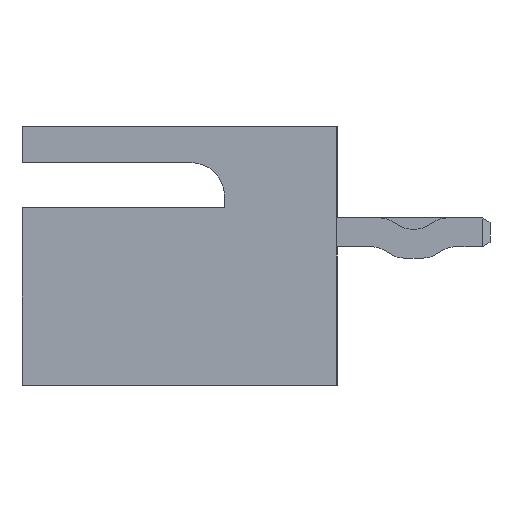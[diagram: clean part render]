
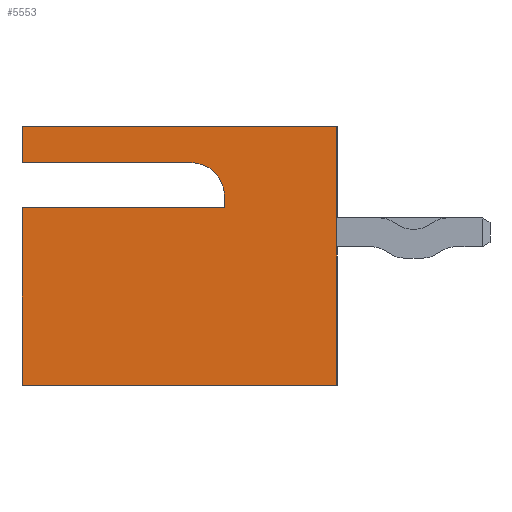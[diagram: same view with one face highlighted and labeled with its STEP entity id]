
A CAD part, left-side view. The second image highlights one B-rep face of the part: STEP entity #5553.
In plain terms, the highlighted planar face has unit normal (-1, 0, 0).
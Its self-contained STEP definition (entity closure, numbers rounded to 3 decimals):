
#11 = VECTOR ( 'NONE', #2143, 1000. ) ;
#119 = EDGE_CURVE ( 'NONE', #3961, #2926, #5691, .T. ) ;
#156 = ORIENTED_EDGE ( 'NONE', *, *, #2055, .T. ) ;
#213 = AXIS2_PLACEMENT_3D ( 'NONE', #1314, #5973, #4109 ) ;
#301 = EDGE_CURVE ( 'NONE', #1485, #6946, #6961, .T. ) ;
#367 = VECTOR ( 'NONE', #909, 1000. ) ;
#417 = VERTEX_POINT ( 'NONE', #5199 ) ;
#717 = DIRECTION ( 'NONE',  ( 0., -1., 0. ) ) ;
#831 = EDGE_CURVE ( 'NONE', #2926, #1088, #7053, .T. ) ;
#909 = DIRECTION ( 'NONE',  ( 0., 0., -1. ) ) ;
#1088 = VERTEX_POINT ( 'NONE', #7392 ) ;
#1314 = CARTESIAN_POINT ( 'NONE',  ( -7.45, 7., 2.35 ) ) ;
#1409 = EDGE_LOOP ( 'NONE', ( #4214, #6188, #6843, #1951, #3369, #4448, #4812, #156, #6395 ) ) ;
#1434 = CARTESIAN_POINT ( 'NONE',  ( -7.45, 7., 2.35 ) ) ;
#1485 = VERTEX_POINT ( 'NONE', #2755 ) ;
#1502 = VECTOR ( 'NONE', #7568, 1000. ) ;
#1517 = CARTESIAN_POINT ( 'NONE',  ( -7.45, 2.5, 0.55 ) ) ;
#1628 = CARTESIAN_POINT ( 'NONE',  ( -7.45, 2.5, 0.55 ) ) ;
#1638 = CARTESIAN_POINT ( 'NONE',  ( -7.45, 2.5, 0.8 ) ) ;
#1732 = CARTESIAN_POINT ( 'NONE',  ( -7.45, 7., 2.35 ) ) ;
#1845 = LINE ( 'NONE', #7120, #3659 ) ;
#1951 = ORIENTED_EDGE ( 'NONE', *, *, #2303, .T. ) ;
#2055 = EDGE_CURVE ( 'NONE', #417, #2579, #5484, .T. ) ;
#2143 = DIRECTION ( 'NONE',  ( 0., 0., 1. ) ) ;
#2172 = VERTEX_POINT ( 'NONE', #6968 ) ;
#2303 = EDGE_CURVE ( 'NONE', #2172, #1485, #1845, .T. ) ;
#2305 = DIRECTION ( 'NONE',  ( 0., 0., -1. ) ) ;
#2455 = FACE_OUTER_BOUND ( 'NONE', #1409, .T. ) ;
#2554 = CARTESIAN_POINT ( 'NONE',  ( -7.45, 7., 1.55 ) ) ;
#2579 = VERTEX_POINT ( 'NONE', #6419 ) ;
#2716 = LINE ( 'NONE', #6396, #11 ) ;
#2755 = CARTESIAN_POINT ( 'NONE',  ( -7.45, 0., -3.4 ) ) ;
#2844 = DIRECTION ( 'NONE',  ( 1., 0., 0. ) ) ;
#2870 = EDGE_CURVE ( 'NONE', #2579, #3961, #5677, .T. ) ;
#2926 = VERTEX_POINT ( 'NONE', #1628 ) ;
#2971 = PLANE ( 'NONE',  #213 ) ;
#2994 = DIRECTION ( 'NONE',  ( 0., -1., 0. ) ) ;
#3207 = DIRECTION ( 'NONE',  ( 0., -1., 0. ) ) ;
#3306 = VECTOR ( 'NONE', #5730, 1000. ) ;
#3312 = AXIS2_PLACEMENT_3D ( 'NONE', #4011, #2844, #2305 ) ;
#3369 = ORIENTED_EDGE ( 'NONE', *, *, #301, .T. ) ;
#3471 = DIRECTION ( 'NONE',  ( 0., 1., 0. ) ) ;
#3659 = VECTOR ( 'NONE', #717, 1000. ) ;
#3961 = VERTEX_POINT ( 'NONE', #1638 ) ;
#4011 = CARTESIAN_POINT ( 'NONE',  ( -7.45, 3.25, 0.8 ) ) ;
#4109 = DIRECTION ( 'NONE',  ( 0., 0., -1. ) ) ;
#4214 = ORIENTED_EDGE ( 'NONE', *, *, #119, .T. ) ;
#4448 = ORIENTED_EDGE ( 'NONE', *, *, #6793, .F. ) ;
#4525 = LINE ( 'NONE', #6372, #3306 ) ;
#4676 = CARTESIAN_POINT ( 'NONE',  ( -7.45, 0., 2.35 ) ) ;
#4688 = CARTESIAN_POINT ( 'NONE',  ( -7.45, 7., 0.55 ) ) ;
#4812 = ORIENTED_EDGE ( 'NONE', *, *, #5765, .F. ) ;
#5056 = VECTOR ( 'NONE', #3207, 1000. ) ;
#5199 = CARTESIAN_POINT ( 'NONE',  ( -7.45, 7., 1.55 ) ) ;
#5484 = LINE ( 'NONE', #2554, #7595 ) ;
#5553 = ADVANCED_FACE ( 'NONE', ( #2455 ), #2971, .F. ) ;
#5677 = CIRCLE ( 'NONE', #3312, 0.75 ) ;
#5691 = LINE ( 'NONE', #1517, #367 ) ;
#5730 = DIRECTION ( 'NONE',  ( 0., 0., 1. ) ) ;
#5765 = EDGE_CURVE ( 'NONE', #417, #7116, #4525, .T. ) ;
#5973 = DIRECTION ( 'NONE',  ( 1., 0., 0. ) ) ;
#6188 = ORIENTED_EDGE ( 'NONE', *, *, #831, .T. ) ;
#6372 = CARTESIAN_POINT ( 'NONE',  ( -7.45, 7., 2.35 ) ) ;
#6395 = ORIENTED_EDGE ( 'NONE', *, *, #2870, .T. ) ;
#6396 = CARTESIAN_POINT ( 'NONE',  ( -7.45, 7., 2.35 ) ) ;
#6419 = CARTESIAN_POINT ( 'NONE',  ( -7.45, 3.25, 1.55 ) ) ;
#6432 = VECTOR ( 'NONE', #3471, 1000. ) ;
#6667 = CARTESIAN_POINT ( 'NONE',  ( -7.45, 0., 2.35 ) ) ;
#6793 = EDGE_CURVE ( 'NONE', #7116, #6946, #6823, .T. ) ;
#6823 = LINE ( 'NONE', #1434, #5056 ) ;
#6843 = ORIENTED_EDGE ( 'NONE', *, *, #7281, .F. ) ;
#6946 = VERTEX_POINT ( 'NONE', #6667 ) ;
#6961 = LINE ( 'NONE', #4676, #1502 ) ;
#6968 = CARTESIAN_POINT ( 'NONE',  ( -7.45, 7., -3.4 ) ) ;
#7053 = LINE ( 'NONE', #4688, #6432 ) ;
#7116 = VERTEX_POINT ( 'NONE', #1732 ) ;
#7120 = CARTESIAN_POINT ( 'NONE',  ( -7.45, 7., -3.4 ) ) ;
#7281 = EDGE_CURVE ( 'NONE', #2172, #1088, #2716, .T. ) ;
#7392 = CARTESIAN_POINT ( 'NONE',  ( -7.45, 7., 0.55 ) ) ;
#7568 = DIRECTION ( 'NONE',  ( 0., 0., 1. ) ) ;
#7595 = VECTOR ( 'NONE', #2994, 1000. ) ;
